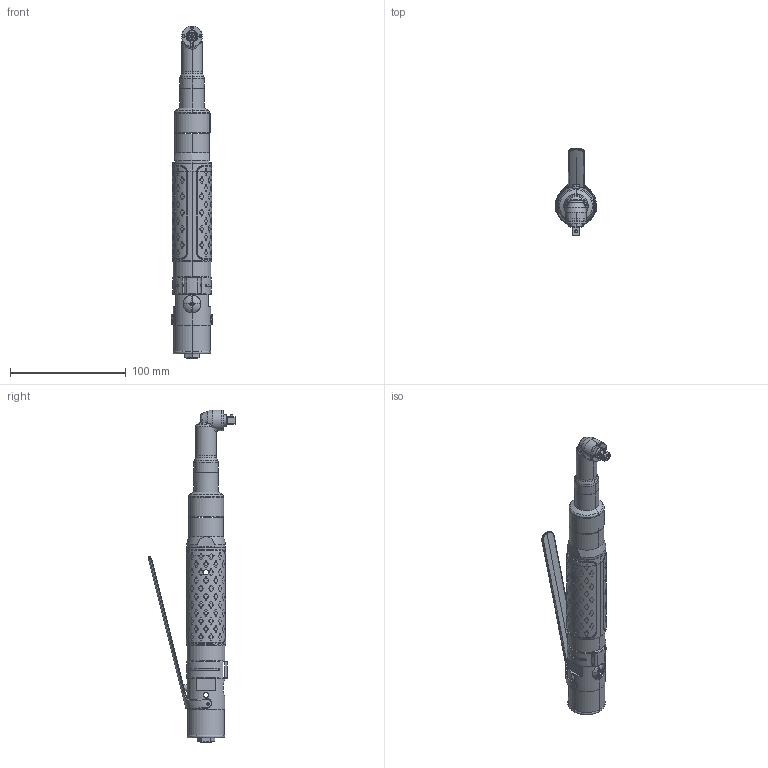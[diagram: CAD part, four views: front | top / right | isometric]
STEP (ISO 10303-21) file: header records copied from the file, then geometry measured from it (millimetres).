
FILE_DESCRIPTION((''),'2;1');
FILE_NAME('TMP121051_SW','2011-09-30T',('tooextcsr'),(''),'PRO/ENGINEER BY PARAMETRIC TECHNOLOGY CORPORATION, 2008310','PRO/ENGINEER BY PARAMETRIC TECHNOLOGY CORPORATION, 2008310','');
FILE_SCHEMA(('CONFIG_CONTROL_DESIGN', 'GEOMETRIC_VALIDATION_PROPERTIES_MIM'));
Length unit declared in the file: millimetre
Products named in the file (1): TMP121051_SW
Bounding box: 35.58 x 76.06 x 287.05 mm (x, y, z)
Surface area: 44725 mm2 (no closed solid volume)
Topology: 0 solids, 31 shells, 515 faces, 2738 edges, 2121 vertices
Faces by surface type: plane 219, cylinder 155, bspline 53, cone 48, torus 36, sphere 4
Entity records: 40385 total; most frequent: CARTESIAN_POINT 17789, ORIENTED_EDGE 3544, EDGE_CURVE 2738, DIRECTION 2201, VERTEX_POINT 2121, B_SPLINE_CURVE_WITH_KNOTS 1817, FILL_AREA_STYLE_COLOUR 888, FILL_AREA_STYLE 888
